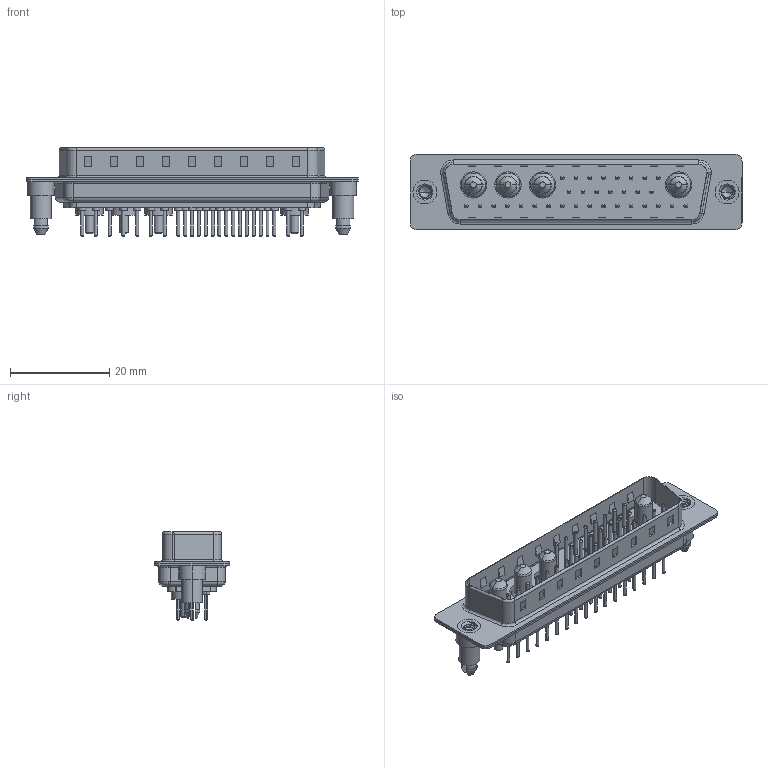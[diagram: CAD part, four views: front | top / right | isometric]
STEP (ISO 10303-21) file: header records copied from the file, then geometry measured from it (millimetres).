
FILE_DESCRIPTION (( 'STEP AP203' ), '1' );
FILE_NAME ('627-36W4224-1T5.STEP', '2019-06-19T03:15:19', ( '' ), ( '' ), 'SwSTEP 2.0', 'SolidWorks 2016', '' );
FILE_SCHEMA (( 'CONFIG_CONTROL_DESIGN' ));
Length unit declared in the file: millimetre
Products named in the file (9): 627Combo Shell Rear_50 Contacts; 627-36W4224-1T5; 627Combo Shell Front_50 Contacts; 627Combo Threaded Boardlock_5; Power Pin_10A S; 627Combo Contact Row 1_24; 627Combo Contact Row 2_24; 627Combo Housing_36W4; 627Combo Contact Row 3_24
Assembly tree (41 placements, depth 2):
  627-36W4224-1T5
    627Combo Housing_36W4
    627Combo Shell Rear_50 Contacts
    627Combo Shell Front_50 Contacts
    627Combo Threaded Boardlock_5  x2
    Power Pin_10A S  x4
    627Combo Contact Row 1_24  x8
    627Combo Contact Row 2_24  x7
    627Combo Contact Row 3_24  x17
Bounding box: 67 x 15.3 x 17.9 mm (x, y, z)
Volume: 4880.9 mm3; surface area: 11021.9 mm2
Topology: 45 solids, 45 shells, 1806 faces, 3897 edges, 2368 vertices
Faces by surface type: cylinder 697, torus 570, plane 483, cone 42, bspline 14
Entity records: 27174 total; most frequent: CARTESIAN_POINT 5780, DIRECTION 4418, ORIENTED_EDGE 3806, EDGE_CURVE 1903, AXIS2_PLACEMENT_3D 1750, VERTEX_POINT 1213, EDGE_LOOP 1016, VECTOR 918
